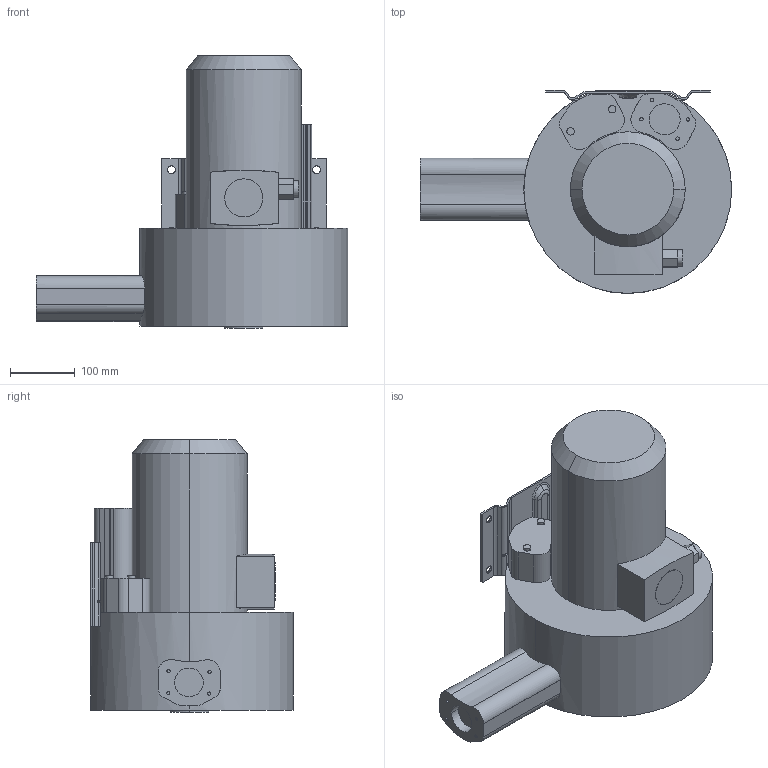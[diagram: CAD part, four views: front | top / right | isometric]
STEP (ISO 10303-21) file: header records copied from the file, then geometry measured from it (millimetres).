
FILE_DESCRIPTION(/* description */ (''),/* implementation_level */ '2;1');
FILE_NAME(/* name */ '2RB420-1HQ46-JT-.stp',/* time_stamp */ '2025-07-09T14:12:42+08:00',/* author */ (''),/* organization */ (''),/* preprocessor_version */ 'ST-DEVELOPER v16',/* originating_system */ 'SIEMENS PLM Software NX 10.0',/* authorisation */ '');
FILE_SCHEMA (('AP203_CONFIGURATION_CONTROLLED_3D_DESIGN_OF_MECHANICAL_PARTS_AND_ASSEMBLIES_MIM_LF { 1 0 10303 403 2 1 2}'));
Length unit declared in the file: millimetre
Products named in the file (1): Admi149409144bmb
Bounding box: 482.57 x 314.5 x 422.3 mm (x, y, z)
Volume: 21569487.6 mm3; surface area: 659974.4 mm2
Topology: 1 solids, 1 shells, 234 faces, 668 edges, 453 vertices
Faces by surface type: cylinder 119, plane 87, bspline 18, cone 10
Full cylindrical faces by diameter (mm): 26 x1, 59 x1
Entity records: 9741 total; most frequent: CARTESIAN_POINT 3518, ORIENTED_EDGE 1328, DIRECTION 1250, EDGE_CURVE 664, AXIS2_PLACEMENT_3D 477, VERTEX_POINT 451, LINE 296, VECTOR 296
